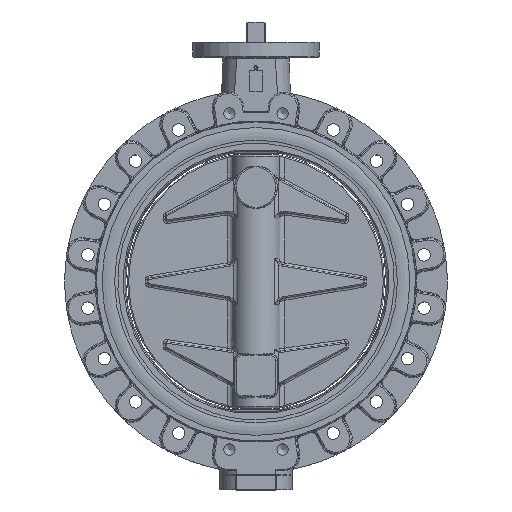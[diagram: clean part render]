
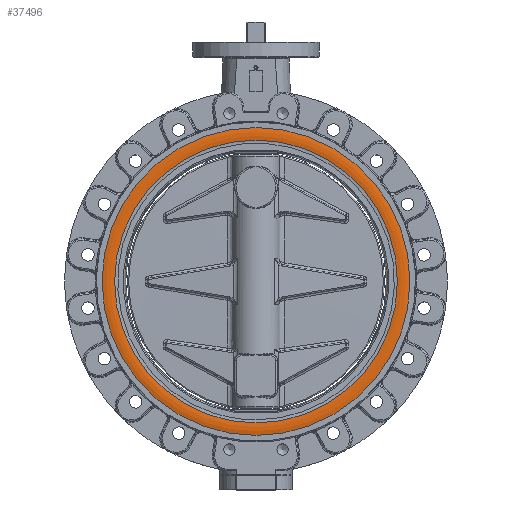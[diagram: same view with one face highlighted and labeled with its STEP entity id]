
A CAD part, top view. The second image highlights one B-rep face of the part: STEP entity #37496.
In plain terms, the highlighted toroidal (fillet/blend) face has major radius 244.092 mm and minor radius 45 mm.
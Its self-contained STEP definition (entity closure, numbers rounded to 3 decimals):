
#7242=FACE_BOUND('',#10122,.T.);
#7631=FACE_OUTER_BOUND('',#10121,.T.);
#10121=EDGE_LOOP('',(#24109));
#10122=EDGE_LOOP('',(#24110));
#12708=CIRCLE('',#40054,234.826);
#12711=CIRCLE('',#40062,255.613);
#14969=VERTEX_POINT('',#55010);
#14978=VERTEX_POINT('',#55037);
#18385=EDGE_CURVE('',#14969,#14969,#12708,.T.);
#18394=EDGE_CURVE('',#14978,#14978,#12711,.T.);
#24109=ORIENTED_EDGE('',*,*,#18385,.F.);
#24110=ORIENTED_EDGE('',*,*,#18394,.T.);
#34569=TOROIDAL_SURFACE('',#40061,244.092,45.);
#37496=ADVANCED_FACE('',(#7631,#7242),#34569,.T.);
#40054=AXIS2_PLACEMENT_3D('',#55011,#44585,#44586);
#40061=AXIS2_PLACEMENT_3D('',#55036,#44601,#44602);
#40062=AXIS2_PLACEMENT_3D('',#55038,#44603,#44604);
#44585=DIRECTION('center_axis',(0.,0.,
1.));
#44586=DIRECTION('ref_axis',(0.,-1.,0.));
#44601=DIRECTION('center_axis',(0.,0.,
-1.));
#44602=DIRECTION('ref_axis',(1.,0.,0.));
#44603=DIRECTION('center_axis',(0.,0.,
1.));
#44604=DIRECTION('ref_axis',(-1.,0.,0.));
#55010=CARTESIAN_POINT('',(0.,-234.826,57.536));
#55011=CARTESIAN_POINT('Origin',(0.,0.,
57.536));
#55036=CARTESIAN_POINT('Origin',(0.,0.,
13.5));
#55037=CARTESIAN_POINT('',(255.613,0.,57.));
#55038=CARTESIAN_POINT('Origin',(0.,0.,
57.));
